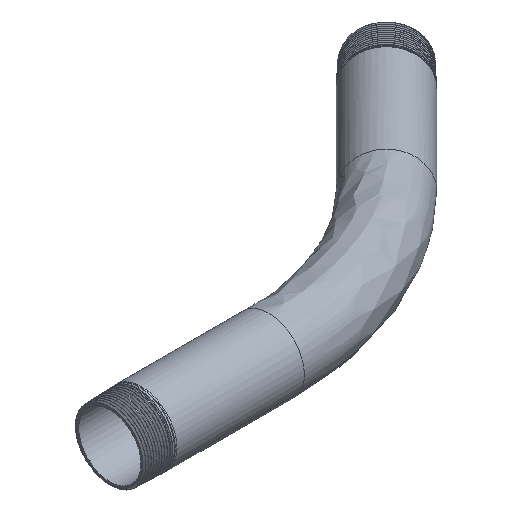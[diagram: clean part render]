
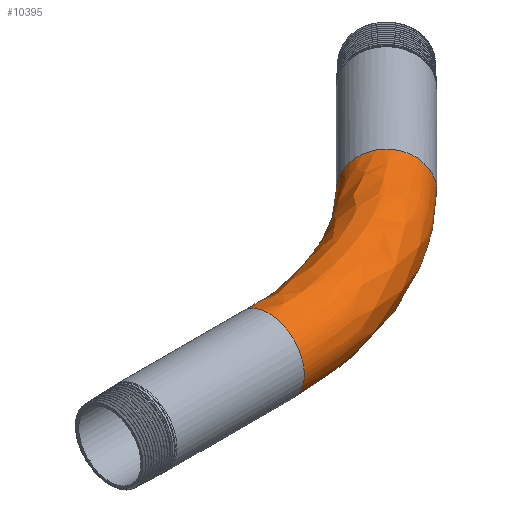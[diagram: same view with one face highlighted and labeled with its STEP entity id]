
A CAD part, isometric view. The second image highlights one B-rep face of the part: STEP entity #10395.
In plain terms, the highlighted free-form (B-spline) face has degree [2, 2] with [3, 7] control points.
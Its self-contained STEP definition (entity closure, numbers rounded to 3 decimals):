
#10351 = VERTEX_POINT('',#10352);
#10352 = CARTESIAN_POINT('',(438.411,66.169,
    0.));
#10357 = EDGE_CURVE('',#10351,#10358,#10360,.T.);
#10358 = VERTEX_POINT('',#10359);
#10359 = CARTESIAN_POINT('',(381.213,123.367,0.));
#10360 = ( BOUNDED_CURVE() B_SPLINE_CURVE(2,(#10361,#10362,#10363,#10364
,#10365),.UNSPECIFIED.,.F.,.F.) B_SPLINE_CURVE_WITH_KNOTS((3,2,3),(
    3.142,4.712,6.283),
.PIECEWISE_BEZIER_KNOTS.) CURVE() GEOMETRIC_REPRESENTATION_ITEM() 
RATIONAL_B_SPLINE_CURVE((1.,0.707,1.,0.707,1.)) 
REPRESENTATION_ITEM('') );
#10361 = CARTESIAN_POINT('',(438.411,66.169,
    0.));
#10362 = CARTESIAN_POINT('',(438.411,66.169,
    -40.445));
#10363 = CARTESIAN_POINT('',(409.812,94.768,
    -40.445));
#10364 = CARTESIAN_POINT('',(381.213,123.367,
    -40.445));
#10365 = CARTESIAN_POINT('',(381.213,123.367,
    0.));
#10367 = EDGE_CURVE('',#10358,#10351,#10368,.T.);
#10368 = ( BOUNDED_CURVE() B_SPLINE_CURVE(2,(#10369,#10370,#10371,#10372
,#10373),.UNSPECIFIED.,.F.,.F.) B_SPLINE_CURVE_WITH_KNOTS((3,2,3),(0.,
1.571,3.142),.PIECEWISE_BEZIER_KNOTS.) CURVE() 
GEOMETRIC_REPRESENTATION_ITEM() RATIONAL_B_SPLINE_CURVE((1.,
0.707,1.,0.707,1.)) REPRESENTATION_ITEM('') );
#10369 = CARTESIAN_POINT('',(381.213,123.367,0.));
#10370 = CARTESIAN_POINT('',(381.213,123.367,
    40.445));
#10371 = CARTESIAN_POINT('',(409.812,94.768,
    40.445));
#10372 = CARTESIAN_POINT('',(438.411,66.169,
    40.445));
#10373 = CARTESIAN_POINT('',(438.411,66.169,
    0.));
#10395 = ADVANCED_FACE('',(#10396),#10427,.T.);
#10396 = FACE_BOUND('',#10397,.T.);
#10397 = EDGE_LOOP('',(#10398,#10399,#10407,#10417,#10425,#10426));
#10398 = ORIENTED_EDGE('',*,*,#10367,.F.);
#10399 = ORIENTED_EDGE('',*,*,#10400,.T.);
#10400 = EDGE_CURVE('',#10358,#10401,#10403,.T.);
#10401 = VERTEX_POINT('',#10402);
#10402 = CARTESIAN_POINT('',(181.021,40.445,0.));
#10403 = ( BOUNDED_CURVE() B_SPLINE_CURVE(2,(#10404,#10405,#10406),
.UNSPECIFIED.,.F.,.F.) B_SPLINE_CURVE_WITH_KNOTS((3,3),(0.785,
1.571),.PIECEWISE_BEZIER_KNOTS.) CURVE() 
GEOMETRIC_REPRESENTATION_ITEM() RATIONAL_B_SPLINE_CURVE((1.,
0.924,1.)) REPRESENTATION_ITEM('') );
#10404 = CARTESIAN_POINT('',(381.213,123.367,
    0.));
#10405 = CARTESIAN_POINT('',(298.291,40.445,
    0.));
#10406 = CARTESIAN_POINT('',(181.021,40.445,
    0.));
#10407 = ORIENTED_EDGE('',*,*,#10408,.T.);
#10408 = EDGE_CURVE('',#10401,#10409,#10411,.T.);
#10409 = VERTEX_POINT('',#10410);
#10410 = CARTESIAN_POINT('',(181.021,-40.445,
    0.));
#10411 = ( BOUNDED_CURVE() B_SPLINE_CURVE(2,(#10412,#10413,#10414,#10415
,#10416),.UNSPECIFIED.,.F.,.F.) B_SPLINE_CURVE_WITH_KNOTS((3,2,3),(0.,
1.571,3.142),.PIECEWISE_BEZIER_KNOTS.) CURVE() 
GEOMETRIC_REPRESENTATION_ITEM() RATIONAL_B_SPLINE_CURVE((1.,
0.707,1.,0.707,1.)) REPRESENTATION_ITEM('') );
#10412 = CARTESIAN_POINT('',(181.021,40.445,0.));
#10413 = CARTESIAN_POINT('',(181.021,40.445,
    40.445));
#10414 = CARTESIAN_POINT('',(181.021,0.,
    40.445));
#10415 = CARTESIAN_POINT('',(181.021,-40.445,
    40.445));
#10416 = CARTESIAN_POINT('',(181.021,-40.445,
    0.));
#10417 = ORIENTED_EDGE('',*,*,#10418,.T.);
#10418 = EDGE_CURVE('',#10409,#10401,#10419,.T.);
#10419 = ( BOUNDED_CURVE() B_SPLINE_CURVE(2,(#10420,#10421,#10422,#10423
,#10424),.UNSPECIFIED.,.F.,.F.) B_SPLINE_CURVE_WITH_KNOTS((3,2,3),(
    3.142,4.712,6.283),
.PIECEWISE_BEZIER_KNOTS.) CURVE() GEOMETRIC_REPRESENTATION_ITEM() 
RATIONAL_B_SPLINE_CURVE((1.,0.707,1.,0.707,1.)) 
REPRESENTATION_ITEM('') );
#10420 = CARTESIAN_POINT('',(181.021,-40.445,
    0.));
#10421 = CARTESIAN_POINT('',(181.021,-40.445,
    -40.445));
#10422 = CARTESIAN_POINT('',(181.021,0.,
    -40.445));
#10423 = CARTESIAN_POINT('',(181.021,40.445,
    -40.445));
#10424 = CARTESIAN_POINT('',(181.021,40.445,
    0.));
#10425 = ORIENTED_EDGE('',*,*,#10400,.F.);
#10426 = ORIENTED_EDGE('',*,*,#10357,.F.);
#10427 = ( BOUNDED_SURFACE() B_SPLINE_SURFACE(2,2,(
    (#10428,#10429,#10430,#10431,#10432,#10433,#10434)
    ,(#10435,#10436,#10437,#10438,#10439,#10440,#10441)
    ,(#10442,#10443,#10444,#10445,#10446,#10447,#10448
)),.UNSPECIFIED.,.F.,.T.,.F.) B_SPLINE_SURFACE_WITH_KNOTS((3,3),(3,2,2,3
    ),(4.712,5.498),(-3.142,-1.047,
    1.047,3.142),.UNSPECIFIED.) 
GEOMETRIC_REPRESENTATION_ITEM() RATIONAL_B_SPLINE_SURFACE((
    (1.,0.5,1.,0.5,1.,0.5,1.)
    ,(0.924,0.462,0.924,0.462
      ,0.924,0.462,0.924)
,(1.,0.5,1.,0.5,1.,0.5,1.))) REPRESENTATION_ITEM('') SURFACE() );
#10428 = CARTESIAN_POINT('',(181.021,40.445,
    0.));
#10429 = CARTESIAN_POINT('',(181.021,40.445,
    -70.052));
#10430 = CARTESIAN_POINT('',(181.021,-20.222,
    -35.026));
#10431 = CARTESIAN_POINT('',(181.021,-80.89,
    0.));
#10432 = CARTESIAN_POINT('',(181.021,-20.222,
    35.026));
#10433 = CARTESIAN_POINT('',(181.021,40.445,
    70.052));
#10434 = CARTESIAN_POINT('',(181.021,40.445,
    0.));
#10435 = CARTESIAN_POINT('',(298.291,40.445,
    0.));
#10436 = CARTESIAN_POINT('',(298.291,40.445,
    -70.052));
#10437 = CARTESIAN_POINT('',(323.42,-20.222,
    -35.026));
#10438 = CARTESIAN_POINT('',(348.549,-80.89,
    0.));
#10439 = CARTESIAN_POINT('',(323.42,-20.222,
    35.026));
#10440 = CARTESIAN_POINT('',(298.291,40.445,
    70.052));
#10441 = CARTESIAN_POINT('',(298.291,40.445,
    0.));
#10442 = CARTESIAN_POINT('',(381.213,123.367,
    0.));
#10443 = CARTESIAN_POINT('',(381.213,123.367,
    -70.052));
#10444 = CARTESIAN_POINT('',(424.111,80.469,
    -35.026));
#10445 = CARTESIAN_POINT('',(467.009,37.57,
    0.));
#10446 = CARTESIAN_POINT('',(424.111,80.469,
    35.026));
#10447 = CARTESIAN_POINT('',(381.213,123.367,
    70.052));
#10448 = CARTESIAN_POINT('',(381.213,123.367,
    0.));
